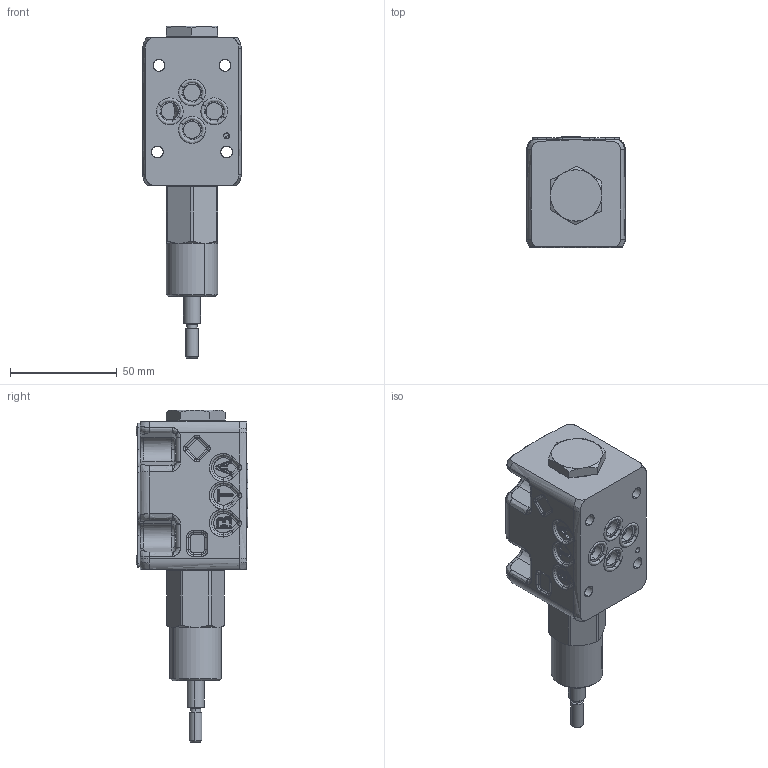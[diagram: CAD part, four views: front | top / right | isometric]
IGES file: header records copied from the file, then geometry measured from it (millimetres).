
Start section: SolidWorks IGES file using analytic representation for surfaces
Global section: file name: AD3NP--F--1.igs; native system: SolidWorks 2014; preprocessor: SolidWorks 2014; author: serviziopdm; date: 140728.091042; units: millimetre
Bounding box: 46 x 52.23 x 155.4 mm (x, y, z)
Surface area: 29961.1 mm2 (no closed solid volume)
Topology: 0 solids, 0 shells, 1387 faces, 17101 edges, 17094 vertices
Faces by surface type: bspline 943, revolution 444
